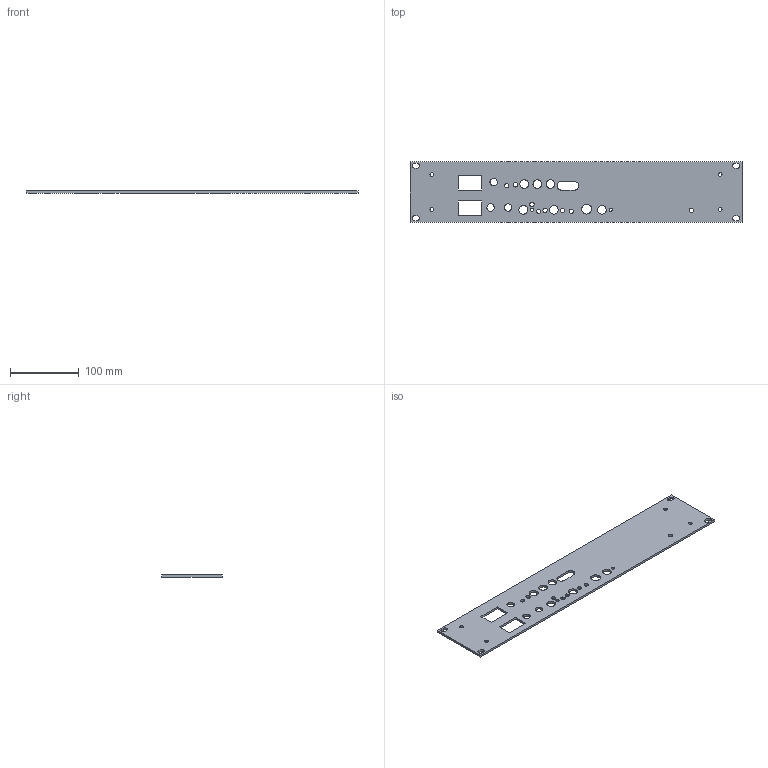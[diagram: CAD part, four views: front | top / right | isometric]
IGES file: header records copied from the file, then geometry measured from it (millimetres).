
Global section: file name: ta_panel_etch.igs; native system: VectorWorks; preprocessor: HarmonyWare IGES v1.6.3; date: 20130205.232723; units: millimetre
Bounding box: 482.6 x 88.65 x 3.17 mm (x, y, z)
Volume: 124254.6 mm3; surface area: 85260 mm2
Topology: 1 solids, 1 shells, 43 faces, 123 edges, 82 vertices
Faces by surface type: bspline 43
